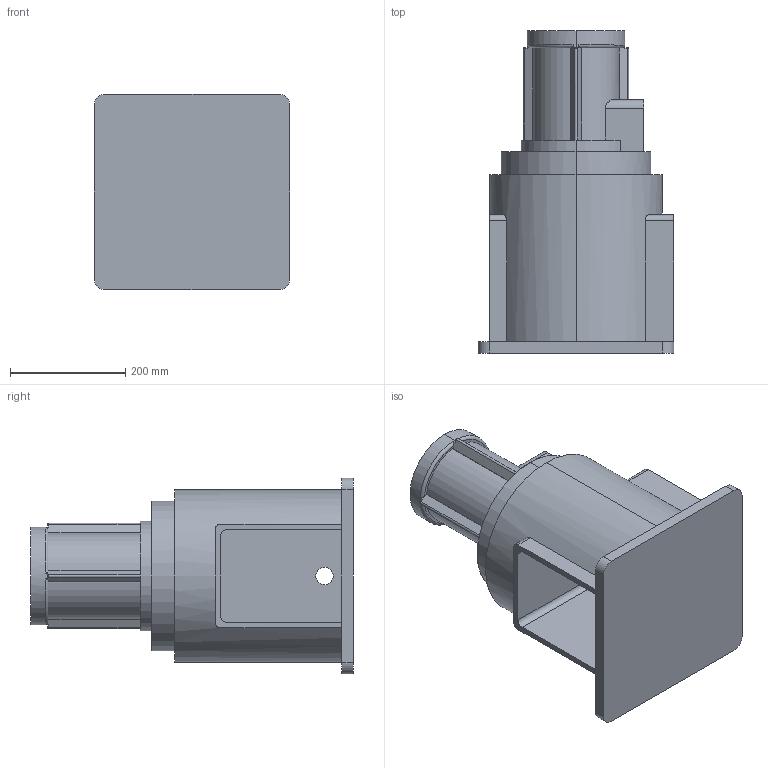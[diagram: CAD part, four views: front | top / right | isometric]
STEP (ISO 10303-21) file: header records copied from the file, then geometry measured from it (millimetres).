
FILE_DESCRIPTION (( 'STEP AP203' ), '1' );
FILE_NAME ('Khop_1_Default_sldprt.STEP', '2023-10-01T03:52:18', ( '' ), ( '' ), 'SwSTEP 2.0', 'SolidWorks 2020', '' );
FILE_SCHEMA (( 'CONFIG_CONTROL_DESIGN' ));
Length unit declared in the file: millimetre
Products named in the file (1): Khop_1_Default_sldprt
Bounding box: 340 x 560 x 340 mm (x, y, z)
Volume: 20311402.1 mm3; surface area: 966408.1 mm2
Topology: 1 solids, 1 shells, 106 faces, 296 edges, 193 vertices
Faces by surface type: plane 55, cylinder 42, torus 9
Entity records: 3801 total; most frequent: CARTESIAN_POINT 946, ORIENTED_EDGE 592, DIRECTION 586, EDGE_CURVE 296, AXIS2_PLACEMENT_3D 205, VERTEX_POINT 193, VECTOR 176, LINE 176
